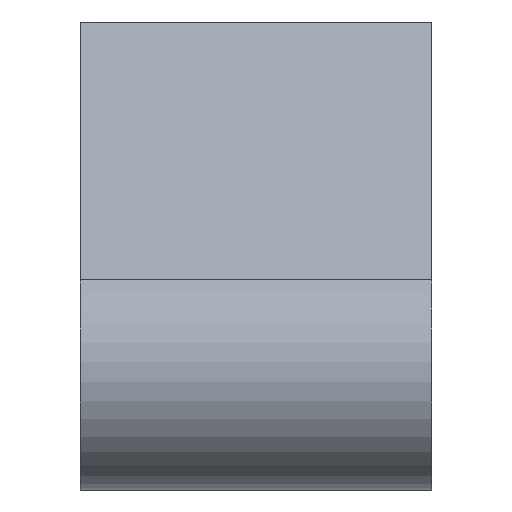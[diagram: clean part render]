
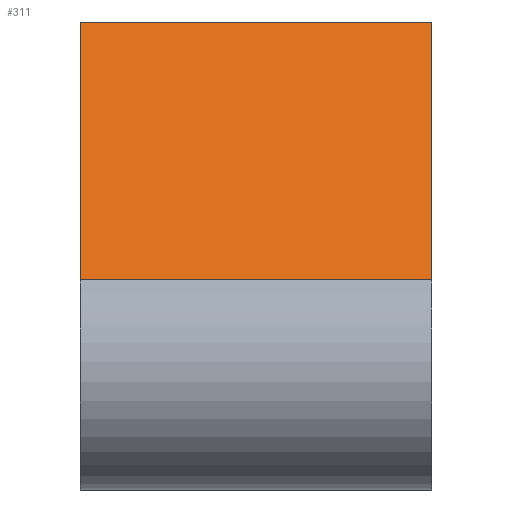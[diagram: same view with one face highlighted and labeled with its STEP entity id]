
A CAD part, left-side view. The second image highlights one B-rep face of the part: STEP entity #311.
In plain terms, the highlighted face is planar.
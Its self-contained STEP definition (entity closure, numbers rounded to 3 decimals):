
#37=LINE('',#481,#70);
#44=LINE('',#499,#77);
#49=LINE('',#510,#82);
#50=LINE('',#512,#83);
#70=VECTOR('',#388,1000.);
#77=VECTOR('',#403,1000.);
#82=VECTOR('',#416,1000.);
#83=VECTOR('',#417,1000.);
#96=PLANE('',#348);
#142=ORIENTED_EDGE('',*,*,#215,.T.);
#143=ORIENTED_EDGE('',*,*,#199,.F.);
#144=ORIENTED_EDGE('',*,*,#209,.F.);
#145=ORIENTED_EDGE('',*,*,#216,.T.);
#199=EDGE_CURVE('',#240,#241,#37,.T.);
#209=EDGE_CURVE('',#247,#240,#44,.T.);
#215=EDGE_CURVE('',#250,#241,#49,.T.);
#216=EDGE_CURVE('',#247,#250,#50,.T.);
#240=VERTEX_POINT('',#480);
#241=VERTEX_POINT('',#482);
#247=VERTEX_POINT('',#498);
#250=VERTEX_POINT('',#511);
#271=EDGE_LOOP('',(#142,#143,#144,#145));
#290=FACE_BOUND('',#271,.T.);
#311=ADVANCED_FACE('',(#290),#96,.T.);
#348=AXIS2_PLACEMENT_3D('',#509,#414,#415);
#388=DIRECTION('',(-0.797,-0.604,0.));
#403=DIRECTION('',(0.,0.,1.));
#414=DIRECTION('',(-0.604,0.797,0.));
#415=DIRECTION('',(0.,0.,1.));
#416=DIRECTION('',(0.,0.,1.));
#417=DIRECTION('',(-0.797,-0.604,0.));
#480=CARTESIAN_POINT('',(1.65,2.,0.75));
#481=CARTESIAN_POINT('',(1.65,2.,0.75));
#482=CARTESIAN_POINT('',(0.198,0.898,0.75));
#498=CARTESIAN_POINT('',(1.65,2.,-0.75));
#499=CARTESIAN_POINT('',(1.65,2.,-0.75));
#509=CARTESIAN_POINT('',(1.65,2.,-0.75));
#510=CARTESIAN_POINT('',(0.198,0.898,-0.75));
#511=CARTESIAN_POINT('',(0.198,0.898,-0.75));
#512=CARTESIAN_POINT('',(1.65,2.,-0.75));
